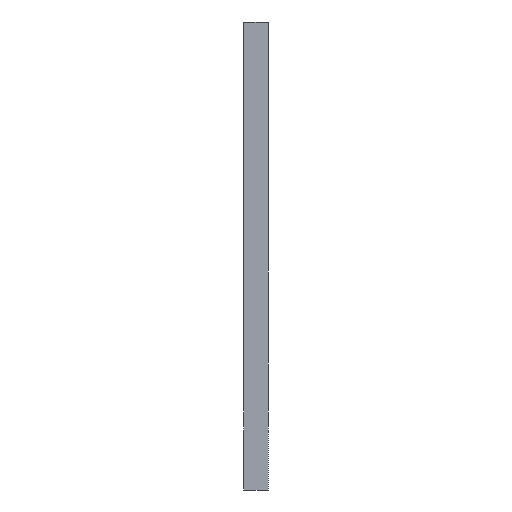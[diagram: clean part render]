
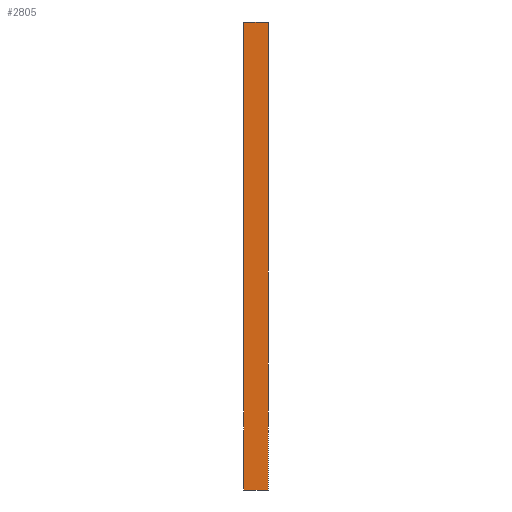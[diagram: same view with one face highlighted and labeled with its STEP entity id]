
A CAD part, front view. The second image highlights one B-rep face of the part: STEP entity #2805.
In plain terms, the highlighted planar face has unit normal (0, -1, 0).
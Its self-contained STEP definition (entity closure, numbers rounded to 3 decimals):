
#231 = CARTESIAN_POINT ( 'NONE',  ( -21.5, 0., 0. ) ) ;
#379 = AXIS2_PLACEMENT_3D ( 'NONE', #2752, #594, #13405 ) ;
#576 = EDGE_LOOP ( 'NONE', ( #9385, #7559, #9794, #8029 ) ) ;
#594 = DIRECTION ( 'NONE',  ( 0., -1., 0. ) ) ;
#939 = VECTOR ( 'NONE', #1276, 1000. ) ;
#970 = CARTESIAN_POINT ( 'NONE',  ( -21.5, 0., 2.5 ) ) ;
#1038 = VECTOR ( 'NONE', #12096, 1000. ) ;
#1276 = DIRECTION ( 'NONE',  ( 1., 0., 0. ) ) ;
#1326 = EDGE_CURVE ( 'NONE', #11993, #5352, #4650, .T. ) ;
#1867 = CARTESIAN_POINT ( 'NONE',  ( -24., 0., 2.5 ) ) ;
#2116 = VECTOR ( 'NONE', #11179, 1000. ) ;
#2197 = VECTOR ( 'NONE', #12946, 1000. ) ;
#2734 = LINE ( 'NONE', #231, #2197 ) ;
#2752 = CARTESIAN_POINT ( 'NONE',  ( 0., 0., 0. ) ) ;
#2805 = ADVANCED_FACE ( 'NONE', ( #8074 ), #11119, .T. ) ;
#4650 = LINE ( 'NONE', #6475, #2116 ) ;
#5006 = LINE ( 'NONE', #5750, #1038 ) ;
#5027 = VERTEX_POINT ( 'NONE', #10486 ) ;
#5352 = VERTEX_POINT ( 'NONE', #1867 ) ;
#5750 = CARTESIAN_POINT ( 'NONE',  ( -21.5, 0., -45.5 ) ) ;
#5978 = VERTEX_POINT ( 'NONE', #970 ) ;
#6475 = CARTESIAN_POINT ( 'NONE',  ( -24., 0., -45.5 ) ) ;
#7049 = CARTESIAN_POINT ( 'NONE',  ( 24., 0., 2.5 ) ) ;
#7559 = ORIENTED_EDGE ( 'NONE', *, *, #11712, .F. ) ;
#8029 = ORIENTED_EDGE ( 'NONE', *, *, #14177, .F. ) ;
#8074 = FACE_OUTER_BOUND ( 'NONE', #576, .T. ) ;
#8842 = CARTESIAN_POINT ( 'NONE',  ( -24., 0., -45.5 ) ) ;
#9385 = ORIENTED_EDGE ( 'NONE', *, *, #10776, .F. ) ;
#9794 = ORIENTED_EDGE ( 'NONE', *, *, #1326, .F. ) ;
#10486 = CARTESIAN_POINT ( 'NONE',  ( -21.5, 0., -45.5 ) ) ;
#10776 = EDGE_CURVE ( 'NONE', #5978, #5027, #2734, .T. ) ;
#11119 = PLANE ( 'NONE',  #379 ) ;
#11179 = DIRECTION ( 'NONE',  ( 0., 0., 1. ) ) ;
#11712 = EDGE_CURVE ( 'NONE', #5352, #5978, #13302, .T. ) ;
#11993 = VERTEX_POINT ( 'NONE', #8842 ) ;
#12096 = DIRECTION ( 'NONE',  ( -1., 0., 0. ) ) ;
#12946 = DIRECTION ( 'NONE',  ( 0., 0., -1. ) ) ;
#13302 = LINE ( 'NONE', #7049, #939 ) ;
#13405 = DIRECTION ( 'NONE',  ( 0., 0., -1. ) ) ;
#14177 = EDGE_CURVE ( 'NONE', #5027, #11993, #5006, .T. ) ;
